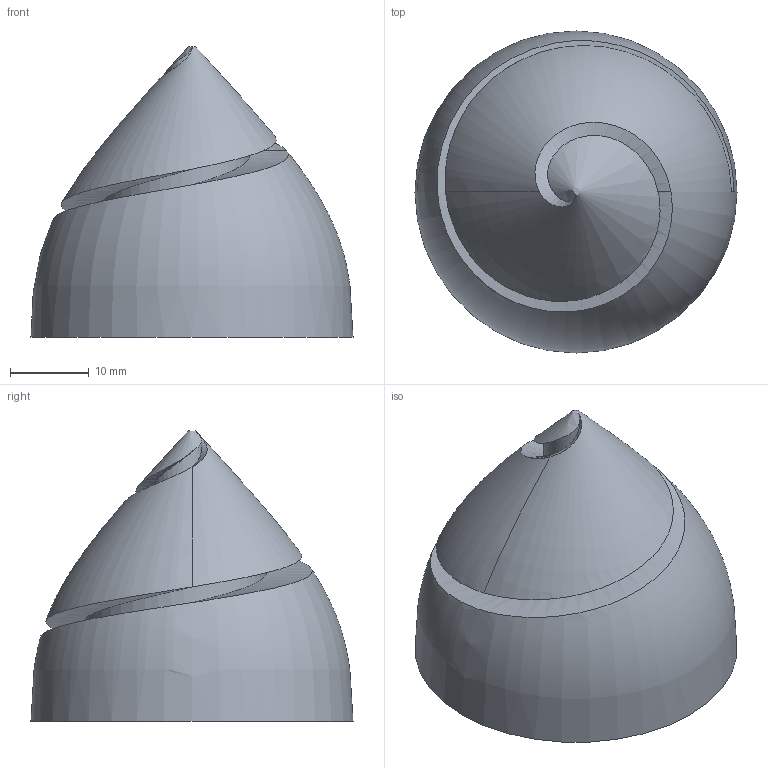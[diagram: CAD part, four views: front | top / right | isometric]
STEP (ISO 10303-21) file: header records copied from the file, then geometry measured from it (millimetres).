
FILE_DESCRIPTION(('FreeCAD Model'),'2;1');
FILE_NAME('Open CASCADE Shape Model','2024-05-12T09:30:53',('Author'),( ''),'Open CASCADE STEP processor 7.6','FreeCAD','Unknown');
FILE_SCHEMA(('AUTOMOTIVE_DESIGN { 1 0 10303 214 1 1 1 1 }'));
Length unit declared in the file: millimetre
Products named in the file (2): Engine-Nose; Body082
Assembly tree (1 placements, depth 2):
  Engine-Nose
    Body082
Bounding box: 41 x 41 x 36.99 mm (x, y, z)
Volume: 25589.2 mm3; surface area: 5910 mm2
Topology: 1 solids, 1 shells, 12 faces, 27 edges, 17 vertices
Faces by surface type: bspline 6, plane 3, revolution 2, cylinder 1
Full cylindrical faces by diameter (mm): 10.2 x1
Entity records: 1288 total; most frequent: CARTESIAN_POINT 1031, ORIENTED_EDGE 54, EDGE_CURVE 27, DIRECTION 24, B_SPLINE_CURVE_WITH_KNOTS 22, VERTEX_POINT 18, FACE_BOUND 13, EDGE_LOOP 13
